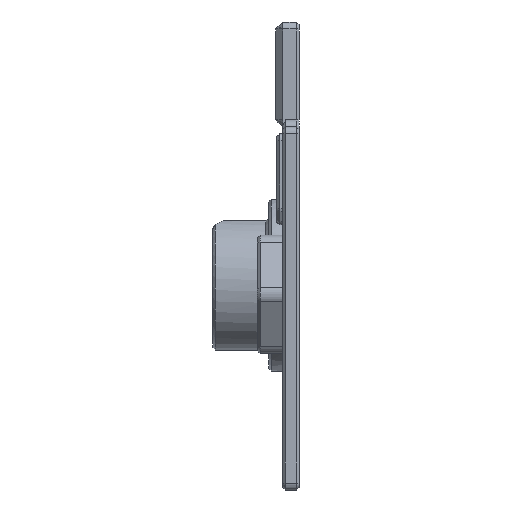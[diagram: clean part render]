
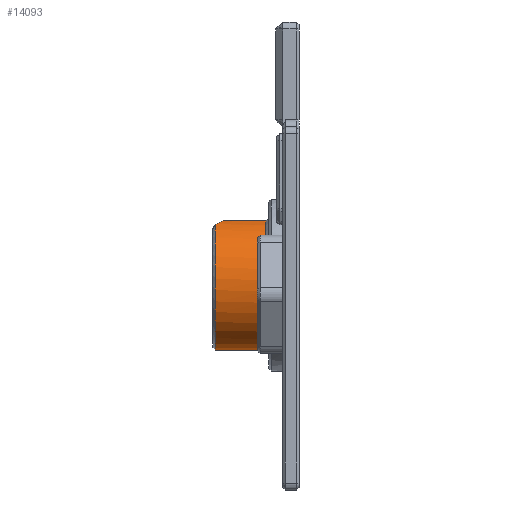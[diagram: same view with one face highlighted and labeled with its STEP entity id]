
A CAD part, left-side view. The second image highlights one B-rep face of the part: STEP entity #14093.
In plain terms, the highlighted cylindrical face has radius 9.5 mm (diameter 19 mm), a partial arc.
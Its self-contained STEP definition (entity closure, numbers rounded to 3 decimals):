
#40=ELLIPSE('',#15032,13.435,9.5);
#41=ELLIPSE('',#15034,13.435,9.5);
#113=CYLINDRICAL_SURFACE('',#15031,9.5);
#300=CIRCLE('',#15029,9.5);
#302=CIRCLE('',#15033,9.5);
#1217=FACE_OUTER_BOUND('',#2123,.T.);
#2123=EDGE_LOOP('',(#9441,#9442,#9443,#9444,#9445,#9446));
#3083=LINE('',#21201,#4543);
#3084=LINE('',#21208,#4544);
#4543=VECTOR('',#16650,10.);
#4544=VECTOR('',#16657,10.);
#6002=VERTEX_POINT('',#21188);
#6003=VERTEX_POINT('',#21192);
#6005=VERTEX_POINT('',#21200);
#6006=VERTEX_POINT('',#21202);
#6007=VERTEX_POINT('',#21204);
#6008=VERTEX_POINT('',#21206);
#7265=EDGE_CURVE('',#6002,#6003,#300,.T.);
#7268=EDGE_CURVE('',#6002,#6005,#3083,.T.);
#7269=EDGE_CURVE('',#6006,#6005,#40,.T.);
#7270=EDGE_CURVE('',#6007,#6006,#302,.T.);
#7271=EDGE_CURVE('',#6008,#6007,#41,.T.);
#7272=EDGE_CURVE('',#6003,#6008,#3084,.T.);
#9441=ORIENTED_EDGE('',*,*,#7265,.F.);
#9442=ORIENTED_EDGE('',*,*,#7268,.T.);
#9443=ORIENTED_EDGE('',*,*,#7269,.F.);
#9444=ORIENTED_EDGE('',*,*,#7270,.F.);
#9445=ORIENTED_EDGE('',*,*,#7271,.F.);
#9446=ORIENTED_EDGE('',*,*,#7272,.F.);
#14093=ADVANCED_FACE('',(#1217),#113,.T.);
#15029=AXIS2_PLACEMENT_3D('',#21193,#16644,#16645);
#15031=AXIS2_PLACEMENT_3D('',#21199,#16648,#16649);
#15032=AXIS2_PLACEMENT_3D('',#21203,#16651,#16652);
#15033=AXIS2_PLACEMENT_3D('',#21205,#16653,#16654);
#15034=AXIS2_PLACEMENT_3D('',#21207,#16655,#16656);
#16644=DIRECTION('center_axis',(0.,-1.,0.));
#16645=DIRECTION('ref_axis',(-1.,0.,0.));
#16648=DIRECTION('center_axis',(0.,1.,0.));
#16649=DIRECTION('ref_axis',(0.,0.,-1.));
#16650=DIRECTION('',(0.,1.,0.));
#16651=DIRECTION('center_axis',(0.707,0.707,0.));
#16652=DIRECTION('ref_axis',(-0.707,0.707,0.));
#16653=DIRECTION('center_axis',(0.,1.,0.));
#16654=DIRECTION('ref_axis',(-1.,0.,0.));
#16655=DIRECTION('center_axis',(-0.707,0.707,0.));
#16656=DIRECTION('ref_axis',(-0.707,-0.707,0.));
#16657=DIRECTION('',(0.,1.,0.));
#21188=CARTESIAN_POINT('',(70.5,4.8,1.514));
#21192=CARTESIAN_POINT('',(76.5,4.8,1.514));
#21193=CARTESIAN_POINT('Origin',(73.5,4.8,-7.5));
#21199=CARTESIAN_POINT('Origin',(73.5,2.4,-7.5));
#21200=CARTESIAN_POINT('',(70.5,10.9,1.514));
#21201=CARTESIAN_POINT('',(70.5,2.4,1.514));
#21202=CARTESIAN_POINT('',(69.4,12.,1.07));
#21203=CARTESIAN_POINT('Origin',(73.5,7.9,-7.5));
#21204=CARTESIAN_POINT('',(77.6,12.,1.07));
#21205=CARTESIAN_POINT('Origin',(73.5,12.,-7.5));
#21206=CARTESIAN_POINT('',(76.5,10.9,1.514));
#21207=CARTESIAN_POINT('Origin',(73.5,7.9,-7.5));
#21208=CARTESIAN_POINT('',(76.5,2.4,1.514));
